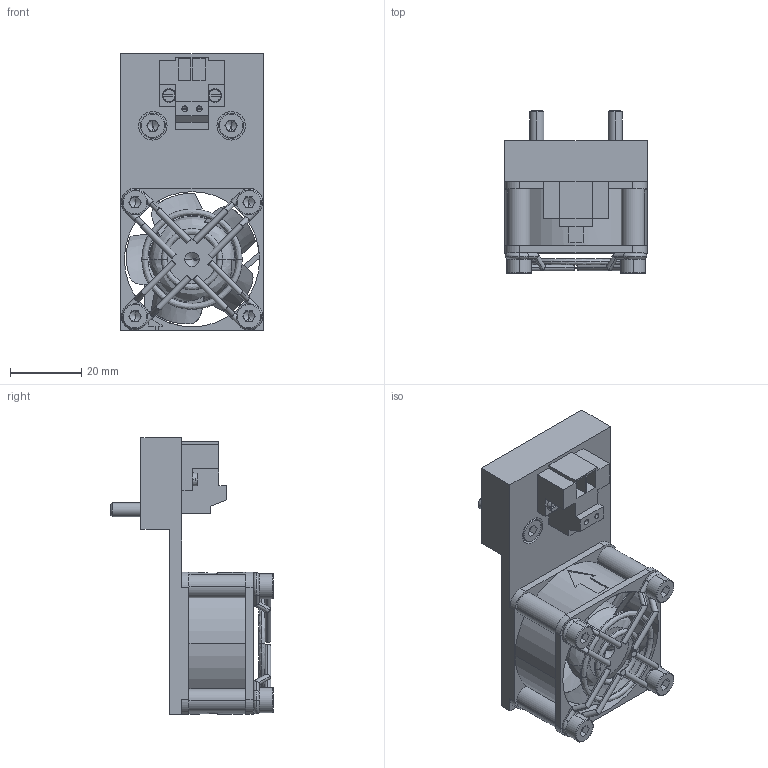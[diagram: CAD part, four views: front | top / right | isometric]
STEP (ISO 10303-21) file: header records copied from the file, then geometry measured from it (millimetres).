
FILE_DESCRIPTION (( 'STEP AP214' ), '1' );
FILE_NAME ('RV01-40 Luefterkit.STEP', '2013-06-07T06:37:36', ( '' ), ( '' ), 'SwSTEP 2.0', 'SolidWorks 2010', '' );
FILE_SCHEMA (( 'AUTOMOTIVE_DESIGN' ));
Length unit declared in the file: millimetre
Products named in the file (1): RV01-40 Luefterkit
Bounding box: 40 x 45.7 x 77.8 mm (x, y, z)
Volume: 33009.8 mm3; surface area: 24388.9 mm2
Topology: 2 solids, 3 shells, 504 faces, 1292 edges, 819 vertices
Faces by surface type: plane 229, cylinder 162, bspline 51, cone 34, torus 28
Entity records: 20175 total; most frequent: CARTESIAN_POINT 5143, ORIENTED_EDGE 2548, DIRECTION 2435, EDGE_CURVE 1274, AXIS2_PLACEMENT_3D 895, VERTEX_POINT 819, LINE 645, VECTOR 645
